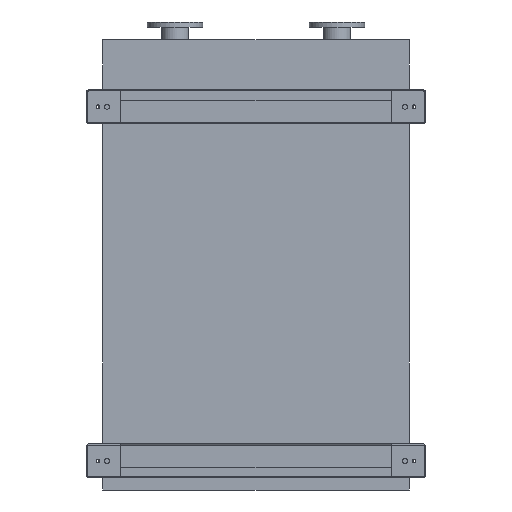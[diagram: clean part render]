
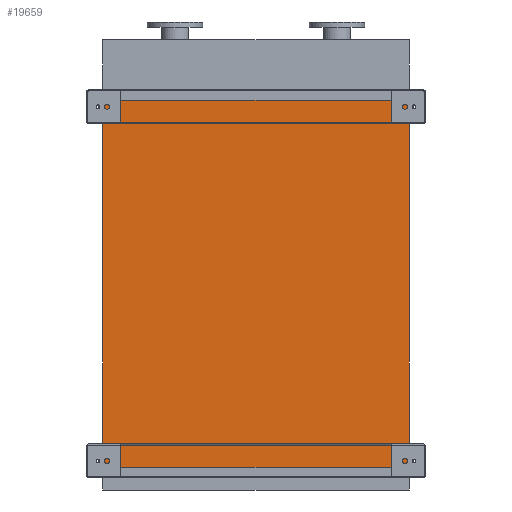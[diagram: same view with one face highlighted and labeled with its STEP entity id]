
A CAD part, front view. The second image highlights one B-rep face of the part: STEP entity #19659.
In plain terms, the highlighted planar face has unit normal (0, -1, 0).
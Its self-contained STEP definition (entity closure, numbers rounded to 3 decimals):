
#241 = CARTESIAN_POINT ( 'NONE',  ( -605., 0., -1450. ) ) ;
#372 = CARTESIAN_POINT ( 'NONE',  ( -605., 0., 0. ) ) ;
#628 = VECTOR ( 'NONE', #14423, 1000. ) ;
#957 = LINE ( 'NONE', #21264, #10501 ) ;
#2794 = LINE ( 'NONE', #12319, #7029 ) ;
#3720 = ORIENTED_EDGE ( 'NONE', *, *, #17983, .T. ) ;
#4050 = AXIS2_PLACEMENT_3D ( 'NONE', #11310, #20156, #9580 ) ;
#4155 = FACE_OUTER_BOUND ( 'NONE', #10050, .T. ) ;
#4166 = CARTESIAN_POINT ( 'NONE',  ( -605., 0., -1450. ) ) ;
#4309 = VECTOR ( 'NONE', #12233, 1000. ) ;
#4468 = CARTESIAN_POINT ( 'NONE',  ( 605., 0., -1450. ) ) ;
#4791 = ORIENTED_EDGE ( 'NONE', *, *, #16260, .F. ) ;
#5434 = LINE ( 'NONE', #241, #628 ) ;
#5598 = VERTEX_POINT ( 'NONE', #4468 ) ;
#7029 = VECTOR ( 'NONE', #21046, 1000. ) ;
#7125 = ORIENTED_EDGE ( 'NONE', *, *, #15448, .F. ) ;
#7815 = PLANE ( 'NONE',  #4050 ) ;
#8934 = DIRECTION ( 'NONE',  ( 0., 0., 1. ) ) ;
#9580 = DIRECTION ( 'NONE',  ( 0., 0., -1. ) ) ;
#9889 = EDGE_CURVE ( 'NONE', #5598, #22901, #957, .T. ) ;
#10050 = EDGE_LOOP ( 'NONE', ( #4791, #7125, #3720, #11579 ) ) ;
#10501 = VECTOR ( 'NONE', #8934, 1000. ) ;
#10621 = VERTEX_POINT ( 'NONE', #372 ) ;
#11310 = CARTESIAN_POINT ( 'NONE',  ( -605., 0., -1450. ) ) ;
#11579 = ORIENTED_EDGE ( 'NONE', *, *, #9889, .T. ) ;
#12233 = DIRECTION ( 'NONE',  ( 1., 0., 0. ) ) ;
#12319 = CARTESIAN_POINT ( 'NONE',  ( -605., 0., -1450. ) ) ;
#14423 = DIRECTION ( 'NONE',  ( 0., 0., 1. ) ) ;
#15448 = EDGE_CURVE ( 'NONE', #18904, #10621, #5434, .T. ) ;
#16260 = EDGE_CURVE ( 'NONE', #10621, #22901, #18446, .T. ) ;
#16444 = CARTESIAN_POINT ( 'NONE',  ( 605., 0., 0. ) ) ;
#17983 = EDGE_CURVE ( 'NONE', #18904, #5598, #2794, .T. ) ;
#18446 = LINE ( 'NONE', #22714, #4309 ) ;
#18904 = VERTEX_POINT ( 'NONE', #4166 ) ;
#19659 = ADVANCED_FACE ( 'NONE', ( #4155 ), #7815, .T. ) ;
#20156 = DIRECTION ( 'NONE',  ( 0., -1., 0. ) ) ;
#21046 = DIRECTION ( 'NONE',  ( 1., 0., 0. ) ) ;
#21264 = CARTESIAN_POINT ( 'NONE',  ( 605., 0., -1450. ) ) ;
#22714 = CARTESIAN_POINT ( 'NONE',  ( -605., 0., 0. ) ) ;
#22901 = VERTEX_POINT ( 'NONE', #16444 ) ;
